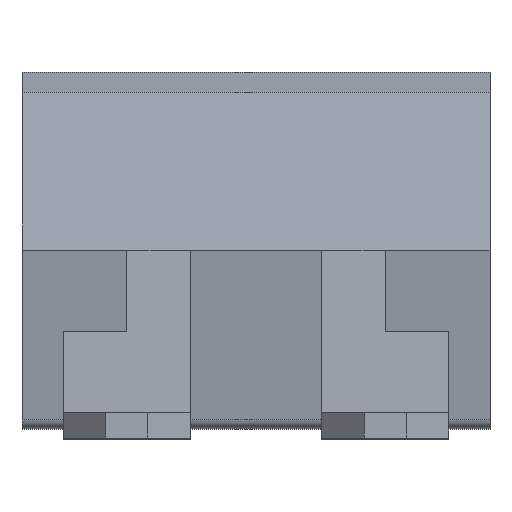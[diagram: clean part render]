
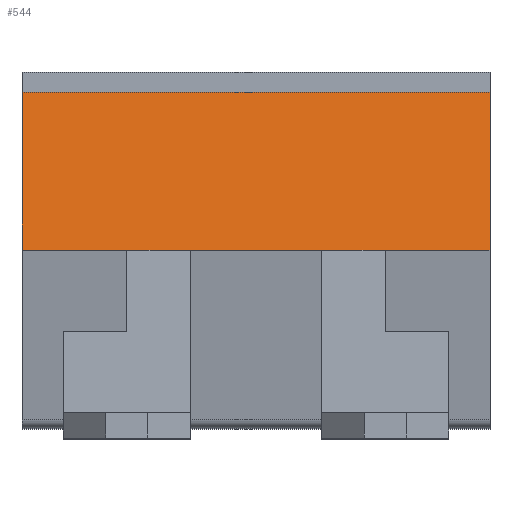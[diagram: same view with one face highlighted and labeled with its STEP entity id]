
A CAD part, top view. The second image highlights one B-rep face of the part: STEP entity #544.
In plain terms, the highlighted planar face has unit normal (0, 0.169, 0.986).
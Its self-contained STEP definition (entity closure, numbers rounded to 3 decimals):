
#79 = EDGE_LOOP ( 'NONE', ( #971, #1078, #1423, #1712, #1887, #1178, #1424, #772 ) ) ;
#91 = LINE ( 'NONE', #814, #990 ) ;
#104 = CARTESIAN_POINT ( 'NONE',  ( -2.3, 1.6, 3.034 ) ) ;
#134 = DIRECTION ( 'NONE',  ( -1., 0., 0. ) ) ;
#242 = DIRECTION ( 'NONE',  ( 0., -0.986, 0.169 ) ) ;
#258 = EDGE_CURVE ( 'NONE', #1798, #1380, #1967, .T. ) ;
#296 = DIRECTION ( 'NONE',  ( -1., 0., 0. ) ) ;
#346 = LINE ( 'NONE', #1777, #1609 ) ;
#381 = DIRECTION ( 'NONE',  ( 0., -0.986, 0.169 ) ) ;
#393 = VECTOR ( 'NONE', #242, 1000. ) ;
#398 = CARTESIAN_POINT ( 'NONE',  ( -2.3, 0.05, 3.3 ) ) ;
#467 = VERTEX_POINT ( 'NONE', #489 ) ;
#489 = CARTESIAN_POINT ( 'NONE',  ( -0.645, 0.05, 3.3 ) ) ;
#518 = EDGE_CURVE ( 'NONE', #1677, #628, #1763, .T. ) ;
#533 = LINE ( 'NONE', #1465, #1329 ) ;
#544 = ADVANCED_FACE ( 'NONE', ( #828 ), #1184, .F. ) ;
#599 = VERTEX_POINT ( 'NONE', #707 ) ;
#628 = VERTEX_POINT ( 'NONE', #1470 ) ;
#631 = DIRECTION ( 'NONE',  ( -1., 0., 0. ) ) ;
#650 = CARTESIAN_POINT ( 'NONE',  ( 2.3, 0.05, 3.3 ) ) ;
#668 = DIRECTION ( 'NONE',  ( 1., 0., 0. ) ) ;
#689 = VECTOR ( 'NONE', #296, 1000. ) ;
#692 = CARTESIAN_POINT ( 'NONE',  ( 1.27, 0.05, 3.3 ) ) ;
#707 = CARTESIAN_POINT ( 'NONE',  ( 0.645, 0.05, 3.3 ) ) ;
#732 = EDGE_CURVE ( 'NONE', #628, #800, #1876, .T. ) ;
#772 = ORIENTED_EDGE ( 'NONE', *, *, #2177, .F. ) ;
#800 = VERTEX_POINT ( 'NONE', #930 ) ;
#814 = CARTESIAN_POINT ( 'NONE',  ( 2.3, 0.05, 3.3 ) ) ;
#828 = FACE_OUTER_BOUND ( 'NONE', #79, .T. ) ;
#870 = DIRECTION ( 'NONE',  ( -1., 0., 0. ) ) ;
#912 = EDGE_CURVE ( 'NONE', #599, #467, #91, .T. ) ;
#930 = CARTESIAN_POINT ( 'NONE',  ( 2.3, 0.05, 3.3 ) ) ;
#971 = ORIENTED_EDGE ( 'NONE', *, *, #732, .F. ) ;
#990 = VECTOR ( 'NONE', #631, 1000. ) ;
#995 = VERTEX_POINT ( 'NONE', #692 ) ;
#1078 = ORIENTED_EDGE ( 'NONE', *, *, #518, .F. ) ;
#1161 = EDGE_CURVE ( 'NONE', #1677, #1380, #346, .T. ) ;
#1178 = ORIENTED_EDGE ( 'NONE', *, *, #912, .F. ) ;
#1184 = PLANE ( 'NONE',  #1855 ) ;
#1235 = VECTOR ( 'NONE', #668, 1000. ) ;
#1260 = CARTESIAN_POINT ( 'NONE',  ( 2.3, 0.05, 3.3 ) ) ;
#1270 = EDGE_CURVE ( 'NONE', #995, #599, #1970, .T. ) ;
#1329 = VECTOR ( 'NONE', #870, 1000. ) ;
#1380 = VERTEX_POINT ( 'NONE', #398 ) ;
#1423 = ORIENTED_EDGE ( 'NONE', *, *, #1161, .T. ) ;
#1424 = ORIENTED_EDGE ( 'NONE', *, *, #1270, .F. ) ;
#1465 = CARTESIAN_POINT ( 'NONE',  ( 2.3, 0.05, 3.3 ) ) ;
#1470 = CARTESIAN_POINT ( 'NONE',  ( 2.3, 1.6, 3.034 ) ) ;
#1587 = DIRECTION ( 'NONE',  ( 0., 0.986, -0.169 ) ) ;
#1591 = EDGE_CURVE ( 'NONE', #467, #1798, #533, .T. ) ;
#1609 = VECTOR ( 'NONE', #381, 1000. ) ;
#1632 = CARTESIAN_POINT ( 'NONE',  ( 2.3, 0.05, 3.3 ) ) ;
#1660 = VECTOR ( 'NONE', #1982, 1000. ) ;
#1677 = VERTEX_POINT ( 'NONE', #2186 ) ;
#1712 = ORIENTED_EDGE ( 'NONE', *, *, #258, .F. ) ;
#1728 = DIRECTION ( 'NONE',  ( 0., -0.169, -0.986 ) ) ;
#1731 = LINE ( 'NONE', #650, #689 ) ;
#1763 = LINE ( 'NONE', #104, #1235 ) ;
#1777 = CARTESIAN_POINT ( 'NONE',  ( -2.3, 0.05, 3.3 ) ) ;
#1798 = VERTEX_POINT ( 'NONE', #2281 ) ;
#1854 = CARTESIAN_POINT ( 'NONE',  ( 2.3, 0.05, 3.3 ) ) ;
#1855 = AXIS2_PLACEMENT_3D ( 'NONE', #1906, #1728, #1587 ) ;
#1876 = LINE ( 'NONE', #1854, #393 ) ;
#1887 = ORIENTED_EDGE ( 'NONE', *, *, #1591, .F. ) ;
#1906 = CARTESIAN_POINT ( 'NONE',  ( 2.3, 0.05, 3.3 ) ) ;
#1967 = LINE ( 'NONE', #1260, #2065 ) ;
#1970 = LINE ( 'NONE', #1632, #1660 ) ;
#1982 = DIRECTION ( 'NONE',  ( -1., 0., 0. ) ) ;
#2065 = VECTOR ( 'NONE', #134, 1000. ) ;
#2177 = EDGE_CURVE ( 'NONE', #800, #995, #1731, .T. ) ;
#2186 = CARTESIAN_POINT ( 'NONE',  ( -2.3, 1.6, 3.034 ) ) ;
#2281 = CARTESIAN_POINT ( 'NONE',  ( -1.27, 0.05, 3.3 ) ) ;
